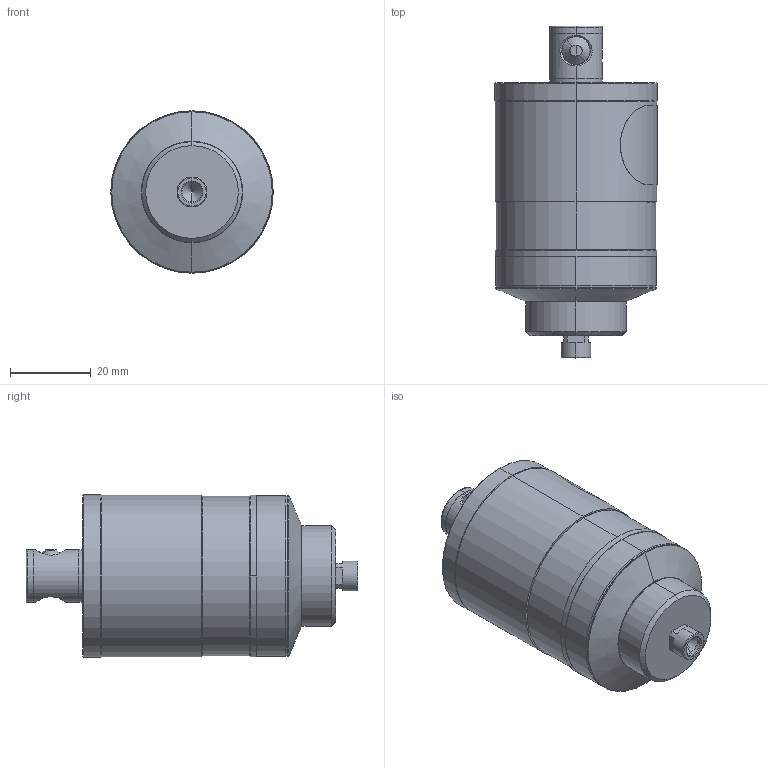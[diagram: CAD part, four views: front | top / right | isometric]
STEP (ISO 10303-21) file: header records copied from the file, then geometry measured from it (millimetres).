
FILE_DESCRIPTION(/* description */ (''),/* implementation_level */ '2;1');
FILE_NAME(/* name */ '10001158466nxv000_00_214.stp',/* time_stamp */ '2023-02-20T09:18:21+01:00',/* author */ (''),/* organization */ (''),/* preprocessor_version */ 'ST-DEVELOPER v18.1',/* originating_system */ 'SIEMENS PLM Software NX 2000',/* authorisation */ '');
FILE_SCHEMA (('AUTOMOTIVE_DESIGN { 1 0 10303 214 3 1 1 1 }'));
Length unit declared in the file: millimetre
Products named in the file (1): 10001158466nxv000_00
Bounding box: 40.15 x 82.05 x 40.15 mm (x, y, z)
Volume: 72046.2 mm3; surface area: 12195.4 mm2
Topology: 1 solids, 2 shells, 158 faces, 389 edges, 240 vertices
Faces by surface type: cylinder 64, cone 41, plane 35, torus 14, bspline 4
Entity records: 5591 total; most frequent: CARTESIAN_POINT 1930, ORIENTED_EDGE 766, DIRECTION 747, EDGE_CURVE 383, AXIS2_PLACEMENT_3D 304, VERTEX_POINT 238, EDGE_LOOP 173, ADVANCED_FACE 158
